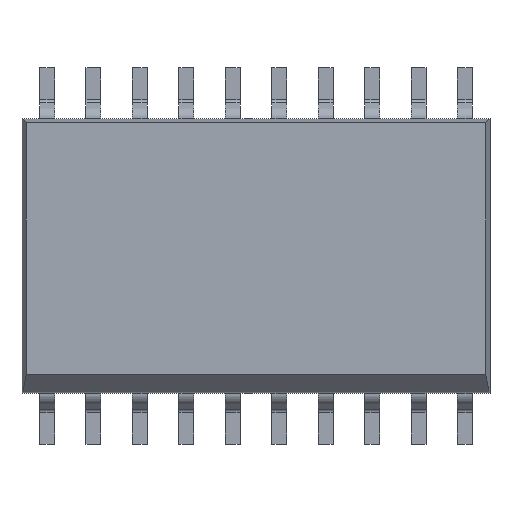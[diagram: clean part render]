
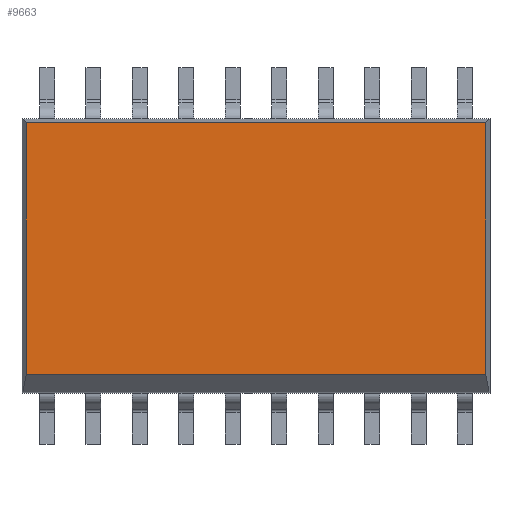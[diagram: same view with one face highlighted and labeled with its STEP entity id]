
A CAD part, top view. The second image highlights one B-rep face of the part: STEP entity #9663.
In plain terms, the highlighted planar face has unit normal (0, 0, 1).
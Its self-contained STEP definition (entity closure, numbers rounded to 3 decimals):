
#9624 = CARTESIAN_POINT ( 'NONE',  ( -6.285, 3.635, 2.65 ) ) ;
#9625 = VERTEX_POINT ( 'NONE', #9624 ) ;
#9626 = CARTESIAN_POINT ( 'NONE',  ( -6.285, -3.235, 2.65 ) ) ;
#9627 = VERTEX_POINT ( 'NONE', #9626 ) ;
#9628 = CARTESIAN_POINT ( 'NONE',  ( -6.285, -3.75, 2.65 ) ) ;
#9629 = DIRECTION ( 'NONE',  ( 0., -1., 0. ) ) ;
#9630 = VECTOR ( 'NONE', #9629, 1000. ) ;
#9631 = LINE ( 'NONE', #9628, #9630 ) ;
#9632 = EDGE_CURVE ( 'NONE', #9625, #9627, #9631, .T. ) ;
#9633 = ORIENTED_EDGE ( 'NONE', *, *, #9632, .T. ) ;
#9634 = CARTESIAN_POINT ( 'NONE',  ( 6.285, -3.235, 2.65 ) ) ;
#9635 = VERTEX_POINT ( 'NONE', #9634 ) ;
#9636 = CARTESIAN_POINT ( 'NONE',  ( 0., -3.235, 2.65 ) ) ;
#9637 = DIRECTION ( 'NONE',  ( 1., 0., 0. ) ) ;
#9638 = VECTOR ( 'NONE', #9637, 1000. ) ;
#9639 = LINE ( 'NONE', #9636, #9638 ) ;
#9640 = EDGE_CURVE ( 'NONE', #9627, #9635, #9639, .T. ) ;
#9641 = ORIENTED_EDGE ( 'NONE', *, *, #9640, .T. ) ;
#9642 = CARTESIAN_POINT ( 'NONE',  ( 6.285, 3.635, 2.65 ) ) ;
#9643 = VERTEX_POINT ( 'NONE', #9642 ) ;
#9644 = CARTESIAN_POINT ( 'NONE',  ( 6.285, 3.75, 2.65 ) ) ;
#9645 = DIRECTION ( 'NONE',  ( 0., 1., 0. ) ) ;
#9646 = VECTOR ( 'NONE', #9645, 1000. ) ;
#9647 = LINE ( 'NONE', #9644, #9646 ) ;
#9648 = EDGE_CURVE ( 'NONE', #9635, #9643, #9647, .T. ) ;
#9649 = ORIENTED_EDGE ( 'NONE', *, *, #9648, .T. ) ;
#9650 = CARTESIAN_POINT ( 'NONE',  ( -6.4, 3.635, 2.65 ) ) ;
#9651 = DIRECTION ( 'NONE',  ( -1., 0., 0. ) ) ;
#9652 = VECTOR ( 'NONE', #9651, 1000. ) ;
#9653 = LINE ( 'NONE', #9650, #9652 ) ;
#9654 = EDGE_CURVE ( 'NONE', #9643, #9625, #9653, .T. ) ;
#9655 = ORIENTED_EDGE ( 'NONE', *, *, #9654, .T. ) ;
#9656 = EDGE_LOOP ( 'NONE', ( #9633, #9641, #9649, #9655 ) ) ;
#9657 = FACE_OUTER_BOUND ( 'NONE', #9656, .T. ) ;
#9658 = CARTESIAN_POINT ( 'NONE',  ( 0., 0., 2.65 ) ) ;
#9659 = DIRECTION ( 'NONE',  ( 0., 0., 1. ) ) ;
#9660 = DIRECTION ( 'NONE',  ( 0., -1., 0. ) ) ;
#9661 = AXIS2_PLACEMENT_3D ( 'NONE', #9658, #9659, #9660 ) ;
#9662 = PLANE ( 'NONE', #9661 ) ;
#9663 = ADVANCED_FACE ( 'NONE', ( #9657 ), #9662, .T. ) ;
